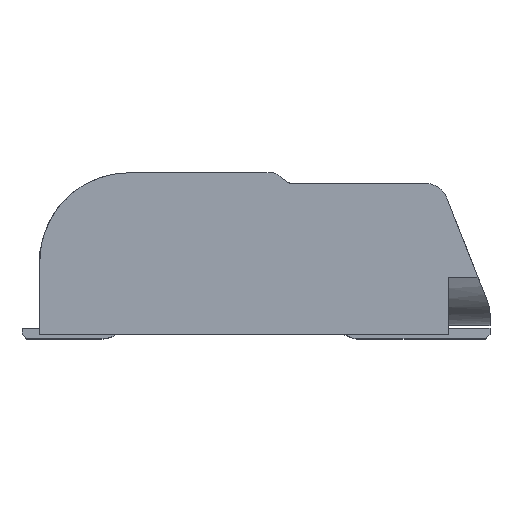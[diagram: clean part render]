
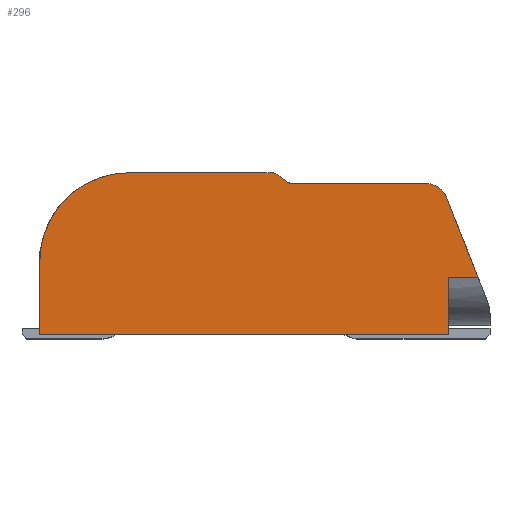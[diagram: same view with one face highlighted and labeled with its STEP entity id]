
A CAD part, top view. The second image highlights one B-rep face of the part: STEP entity #296.
In plain terms, the highlighted planar face has unit normal (0, 0, 1).
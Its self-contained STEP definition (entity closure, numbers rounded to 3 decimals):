
#296 = ADVANCED_FACE( '', ( #728 ), #729, .T. );
#728 = FACE_OUTER_BOUND( '', #1301, .T. );
#729 = PLANE( '', #1302 );
#1301 = EDGE_LOOP( '', ( #2112, #2113, #2114, #2115, #2116, #2117, #2118, #2119, #2120, #2121, #2122, #2123 ) );
#1302 = AXIS2_PLACEMENT_3D( '', #2124, #2125, #2126 );
#2112 = ORIENTED_EDGE( '', *, *, #3783, .T. );
#2113 = ORIENTED_EDGE( '', *, *, #3784, .T. );
#2114 = ORIENTED_EDGE( '', *, *, #3785, .T. );
#2115 = ORIENTED_EDGE( '', *, *, #3786, .T. );
#2116 = ORIENTED_EDGE( '', *, *, #3787, .T. );
#2117 = ORIENTED_EDGE( '', *, *, #3568, .F. );
#2118 = ORIENTED_EDGE( '', *, *, #3788, .T. );
#2119 = ORIENTED_EDGE( '', *, *, #3789, .T. );
#2120 = ORIENTED_EDGE( '', *, *, #3590, .T. );
#2121 = ORIENTED_EDGE( '', *, *, #3790, .T. );
#2122 = ORIENTED_EDGE( '', *, *, #3791, .T. );
#2123 = ORIENTED_EDGE( '', *, *, #3698, .T. );
#2124 = CARTESIAN_POINT( '', ( -12.2, 2.45, 11.7 ) );
#2125 = DIRECTION( '', ( 0., 0., 1. ) );
#2126 = DIRECTION( '', ( 1., 0., 0. ) );
#3568 = EDGE_CURVE( '', #4302, #4304, #4305, .T. );
#3590 = EDGE_CURVE( '', #4344, #4342, #4345, .T. );
#3698 = EDGE_CURVE( '', #4536, #4534, #4537, .T. );
#3783 = EDGE_CURVE( '', #4534, #4680, #4681, .T. );
#3784 = EDGE_CURVE( '', #4680, #4682, #4683, .T. );
#3785 = EDGE_CURVE( '', #4682, #4684, #4685, .T. );
#3786 = EDGE_CURVE( '', #4684, #4686, #4687, .T. );
#3787 = EDGE_CURVE( '', #4686, #4304, #4688, .T. );
#3788 = EDGE_CURVE( '', #4302, #4689, #4690, .T. );
#3789 = EDGE_CURVE( '', #4689, #4344, #4691, .T. );
#3790 = EDGE_CURVE( '', #4342, #4692, #4693, .T. );
#3791 = EDGE_CURVE( '', #4692, #4536, #4694, .T. );
#4302 = VERTEX_POINT( '', #5400 );
#4304 = VERTEX_POINT( '', #5403 );
#4305 = CIRCLE( '', #5404, 0.2 );
#4342 = VERTEX_POINT( '', #5456 );
#4344 = VERTEX_POINT( '', #5459 );
#4345 = LINE( '', #5460, #5461 );
#4534 = VERTEX_POINT( '', #5731 );
#4536 = VERTEX_POINT( '', #5734 );
#4537 = LINE( '', #5735, #5736 );
#4680 = VERTEX_POINT( '', #5940 );
#4681 = LINE( '', #5941, #5942 );
#4682 = VERTEX_POINT( '', #5943 );
#4683 = LINE( '', #5944, #5945 );
#4684 = VERTEX_POINT( '', #5946 );
#4685 = LINE( '', #5947, #5948 );
#4686 = VERTEX_POINT( '', #5949 );
#4687 = CIRCLE( '', #5950, 0.8 );
#4688 = LINE( '', #5951, #5952 );
#4689 = VERTEX_POINT( '', #5953 );
#4690 = LINE( '', #5954, #5955 );
#4691 = CIRCLE( '', #5956, 0.5 );
#4692 = VERTEX_POINT( '', #5957 );
#4693 = CIRCLE( '', #5958, 3. );
#4694 = LINE( '', #5959, #5960 );
#5400 = CARTESIAN_POINT( '', ( -6.856, 5.148, 11.7 ) );
#5403 = CARTESIAN_POINT( '', ( -6.726, 5.1, 11.7 ) );
#5404 = AXIS2_PLACEMENT_3D( '', #6900, #6901, #6902 );
#5456 = CARTESIAN_POINT( '', ( -12.2, 5.45, 11.7 ) );
#5459 = CARTESIAN_POINT( '', ( -7.393, 5.45, 11.7 ) );
#5460 = CARTESIAN_POINT( '', ( -7.393, 5.45, 11.7 ) );
#5461 = VECTOR( '', #6925, 1000. );
#5731 = CARTESIAN_POINT( '', ( -1.4, 0., 11.7 ) );
#5734 = CARTESIAN_POINT( '', ( -15.2, 0., 11.7 ) );
#5735 = CARTESIAN_POINT( '', ( -15.2, 0., 11.7 ) );
#5736 = VECTOR( '', #7036, 1000. );
#5940 = CARTESIAN_POINT( '', ( -1.4, 1.925, 11.7 ) );
#5941 = CARTESIAN_POINT( '', ( -1.4, 0., 11.7 ) );
#5942 = VECTOR( '', #7123, 1000. );
#5943 = CARTESIAN_POINT( '', ( -0.405, 1.925, 11.7 ) );
#5944 = CARTESIAN_POINT( '', ( -1.4, 1.925, 11.7 ) );
#5945 = VECTOR( '', #7124, 1000. );
#5946 = CARTESIAN_POINT( '', ( -1.456, 4.593, 11.7 ) );
#5947 = CARTESIAN_POINT( '', ( -0.07, 1.074, 11.7 ) );
#5948 = VECTOR( '', #7125, 1000. );
#5949 = CARTESIAN_POINT( '', ( -2.2, 5.1, 11.7 ) );
#5950 = AXIS2_PLACEMENT_3D( '', #7126, #7127, #7128 );
#5951 = CARTESIAN_POINT( '', ( -2.2, 5.1, 11.7 ) );
#5952 = VECTOR( '', #7129, 1000. );
#5953 = CARTESIAN_POINT( '', ( -7.068, 5.33, 11.7 ) );
#5954 = CARTESIAN_POINT( '', ( -6.856, 5.148, 11.7 ) );
#5955 = VECTOR( '', #7130, 1000. );
#5956 = AXIS2_PLACEMENT_3D( '', #7131, #7132, #7133 );
#5957 = CARTESIAN_POINT( '', ( -15.2, 2.45, 11.7 ) );
#5958 = AXIS2_PLACEMENT_3D( '', #7134, #7135, #7136 );
#5959 = CARTESIAN_POINT( '', ( -15.2, 2.45, 11.7 ) );
#5960 = VECTOR( '', #7137, 1000. );
#6900 = CARTESIAN_POINT( '', ( -6.726, 5.3, 11.7 ) );
#6901 = DIRECTION( '', ( 0., 0., 1. ) );
#6902 = DIRECTION( '', ( 1., 0., 0. ) );
#6925 = DIRECTION( '', ( -1., 0., 0. ) );
#7036 = DIRECTION( '', ( 1., 0., 0. ) );
#7123 = DIRECTION( '', ( 0., 1., 0. ) );
#7124 = DIRECTION( '', ( 1., 0., 0. ) );
#7125 = DIRECTION( '', ( -0.367, 0.93, 0. ) );
#7126 = CARTESIAN_POINT( '', ( -2.2, 4.3, 11.7 ) );
#7127 = DIRECTION( '', ( 0., 0., 1. ) );
#7128 = DIRECTION( '', ( 1., 0., 0. ) );
#7129 = DIRECTION( '', ( -1., 0., 0. ) );
#7130 = DIRECTION( '', ( -0.759, 0.651, 0. ) );
#7131 = CARTESIAN_POINT( '', ( -7.393, 4.95, 11.7 ) );
#7132 = DIRECTION( '', ( 0., 0., 1. ) );
#7133 = DIRECTION( '', ( 1., 0., 0. ) );
#7134 = CARTESIAN_POINT( '', ( -12.2, 2.45, 11.7 ) );
#7135 = DIRECTION( '', ( 0., 0., 1. ) );
#7136 = DIRECTION( '', ( 1., 0., 0. ) );
#7137 = DIRECTION( '', ( 0., -1., 0. ) );
